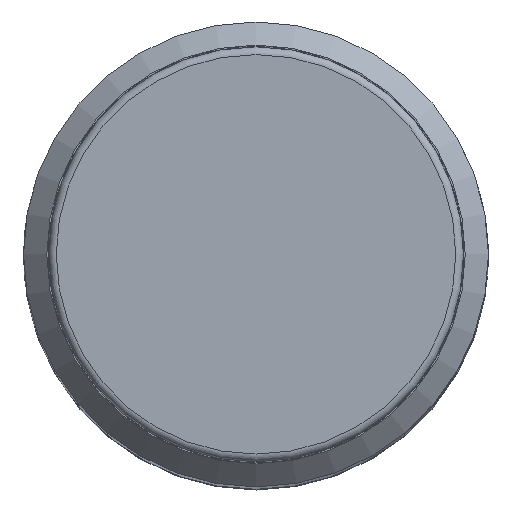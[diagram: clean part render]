
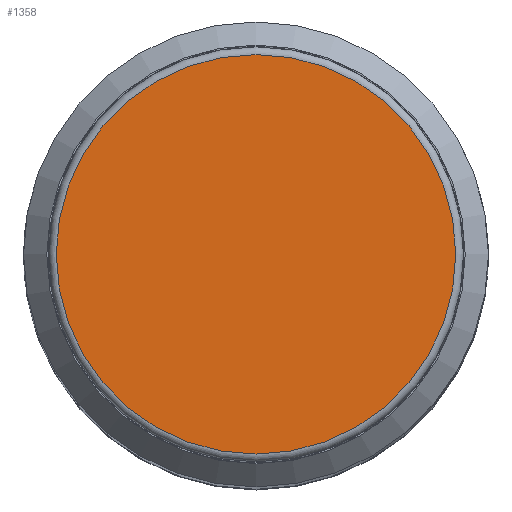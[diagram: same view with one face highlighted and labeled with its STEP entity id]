
A CAD part, top view. The second image highlights one B-rep face of the part: STEP entity #1358.
In plain terms, the highlighted planar face has unit normal (0, 0, 1).
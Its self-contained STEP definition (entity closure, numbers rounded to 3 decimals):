
#210=PLANE('',#1490);
#267=CIRCLE('',#1489,5.156);
#370=FACE_OUTER_BOUND('',#457,.T.);
#457=EDGE_LOOP('',(#1090));
#634=VERTEX_POINT('',#2562);
#829=EDGE_CURVE('',#634,#634,#267,.T.);
#1090=ORIENTED_EDGE('',*,*,#829,.T.);
#1358=ADVANCED_FACE('',(#370),#210,.T.);
#1489=AXIS2_PLACEMENT_3D('',#2563,#1777,#1778);
#1490=AXIS2_PLACEMENT_3D('',#2564,#1779,#1780);
#1777=DIRECTION('center_axis',(0.,0.,1.));
#1778=DIRECTION('ref_axis',(0.,1.,0.));
#1779=DIRECTION('center_axis',(0.,0.,1.));
#1780=DIRECTION('ref_axis',(0.,1.,0.));
#2562=CARTESIAN_POINT('',(0.,-5.156,50.2));
#2563=CARTESIAN_POINT('Origin',(0.,0.,50.2));
#2564=CARTESIAN_POINT('Origin',(0.,0.,50.2));
